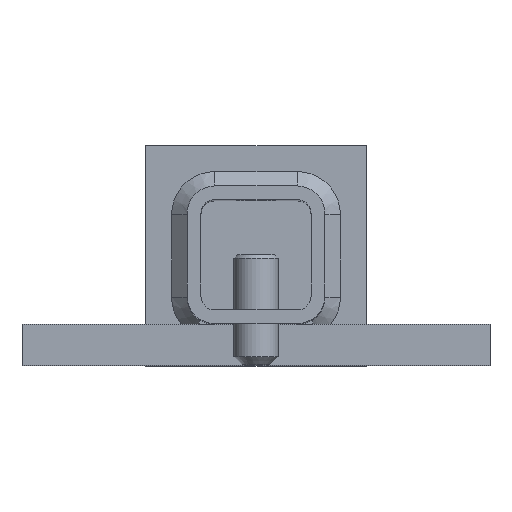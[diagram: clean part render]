
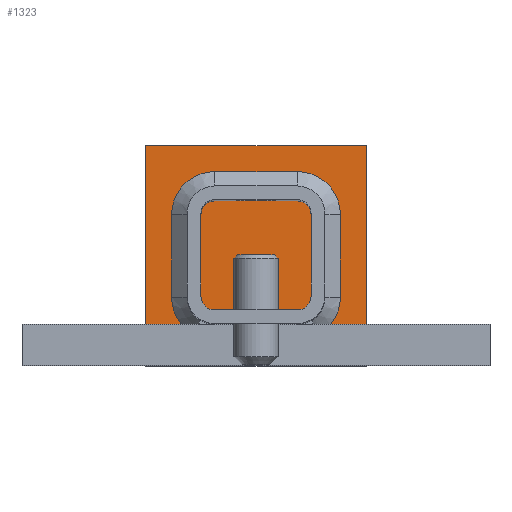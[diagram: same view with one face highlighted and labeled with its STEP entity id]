
A CAD part, top view. The second image highlights one B-rep face of the part: STEP entity #1323.
In plain terms, the highlighted face is planar.
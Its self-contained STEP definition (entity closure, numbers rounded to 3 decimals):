
#150=FACE_OUTER_BOUND('',#237,.T.);
#237=EDGE_LOOP('',(#1134,#1135,#1136,#1137));
#401=LINE('',#2274,#525);
#405=LINE('',#2282,#529);
#408=LINE('',#2288,#532);
#411=LINE('',#2293,#535);
#525=VECTOR('',#1876,10.);
#529=VECTOR('',#1882,10.);
#532=VECTOR('',#1887,10.);
#535=VECTOR('',#1892,10.);
#645=VERTEX_POINT('',#2272);
#646=VERTEX_POINT('',#2273);
#649=VERTEX_POINT('',#2281);
#651=VERTEX_POINT('',#2287);
#805=EDGE_CURVE('',#645,#646,#401,.T.);
#809=EDGE_CURVE('',#649,#645,#405,.T.);
#812=EDGE_CURVE('',#651,#649,#408,.T.);
#815=EDGE_CURVE('',#646,#651,#411,.T.);
#1134=ORIENTED_EDGE('',*,*,#815,.F.);
#1135=ORIENTED_EDGE('',*,*,#805,.F.);
#1136=ORIENTED_EDGE('',*,*,#809,.F.);
#1137=ORIENTED_EDGE('',*,*,#812,.F.);
#1250=PLANE('',#1546);
#1323=ADVANCED_FACE('',(#150),#1250,.F.);
#1546=AXIS2_PLACEMENT_3D('',#2296,#1896,#1897);
#1876=DIRECTION('',(0.,1.,0.));
#1882=DIRECTION('',(1.,0.,0.));
#1887=DIRECTION('',(0.,-1.,0.));
#1892=DIRECTION('',(-1.,0.,0.));
#1896=DIRECTION('center_axis',(0.,0.,1.));
#1897=DIRECTION('ref_axis',(1.,0.,0.));
#2272=CARTESIAN_POINT('',(40.,-40.,0.));
#2273=CARTESIAN_POINT('',(40.,40.,0.));
#2274=CARTESIAN_POINT('',(40.,-40.,0.));
#2281=CARTESIAN_POINT('',(-40.,-40.,0.));
#2282=CARTESIAN_POINT('',(-40.,-40.,0.));
#2287=CARTESIAN_POINT('',(-40.,40.,0.));
#2288=CARTESIAN_POINT('',(-40.,40.,0.));
#2293=CARTESIAN_POINT('',(40.,40.,0.));
#2296=CARTESIAN_POINT('Origin',(0.,0.,0.));
